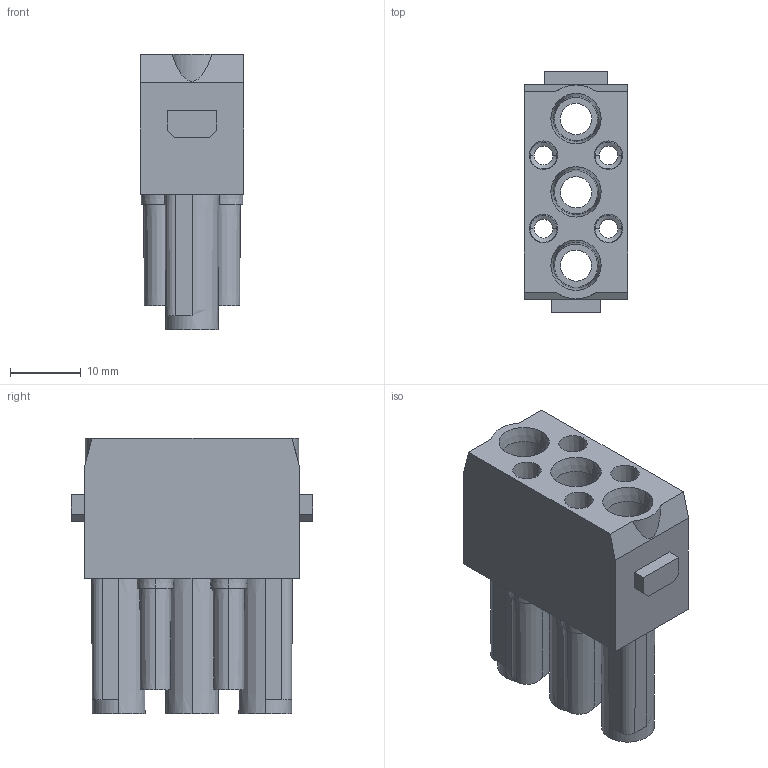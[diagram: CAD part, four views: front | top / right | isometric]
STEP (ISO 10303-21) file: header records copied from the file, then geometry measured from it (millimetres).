
FILE_DESCRIPTION(('CATIA V5 STEP Exchange','CAx-IF Rec.Pracs.--- Model Styling and Organization---1.4--- 2014-01-23'),'2;1');
FILE_NAME ('1255374-1_1', '2021-01-28T06:55:07+00:00', ('none'), ('Weidmueller'), 'CATIA Version 5-6 Release 2016 SP3 HF44', 'CATIA V5 STEP AP214', 'none');
FILE_SCHEMA(('AUTOMOTIVE_DESIGN { 1 0 10303 214 1 1 1 1 }'));
Length unit declared in the file: millimetre
Products named in the file (1): 2748370000
Bounding box: 14.6 x 34.1 x 38.9 mm (x, y, z)
Volume: 7387 mm3; surface area: 8644.9 mm2
Topology: 1 solids, 1 shells, 134 faces, 322 edges, 210 vertices
Faces by surface type: cone 72, plane 46, cylinder 16
Entity records: 4424 total; most frequent: CARTESIAN_POINT 1340, ORIENTED_EDGE 644, DIRECTION 544, EDGE_CURVE 322, AXIS2_PLACEMENT_3D 257, VERTEX_POINT 210, EDGE_LOOP 168, VECTOR 156
